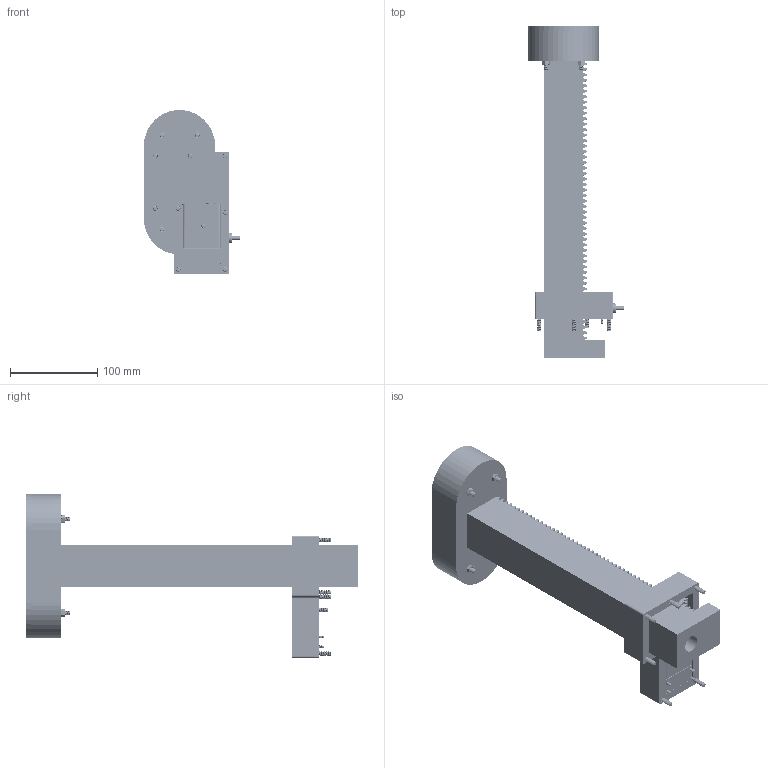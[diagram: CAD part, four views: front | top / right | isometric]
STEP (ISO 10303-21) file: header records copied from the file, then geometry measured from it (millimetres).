
FILE_DESCRIPTION(('FreeCAD Model'),'2;1');
FILE_NAME('Open CASCADE Shape Model','2025-05-03T09:47:21',('FreeCAD'),( 'FreeCAD'),'Open CASCADE STEP processor 7.6','FreeCAD','Unknown');
FILE_SCHEMA(('AUTOMOTIVE_DESIGN { 1 0 10303 214 1 1 1 1 }'));
Products named in the file (1): Open CASCADE STEP translator 7.6 1
Bounding box: 110.34 x 380.92 x 188.16 mm (x, y, z)
Volume: 1388068.6 mm3; surface area: 309269.8 mm2
Topology: 51 solids, 51 shells, 9148 faces, 23296 edges, 14388 vertices
Faces by surface type: bspline 9148
Entity records: 416267 total; most frequent: CARTESIAN_POINT 285341, ORIENTED_EDGE 46592, EDGE_CURVE 23296, B_SPLINE_CURVE_WITH_KNOTS 15123, VERTEX_POINT 14388, FACE_BOUND 9398, EDGE_LOOP 9398, ADVANCED_FACE 9148
